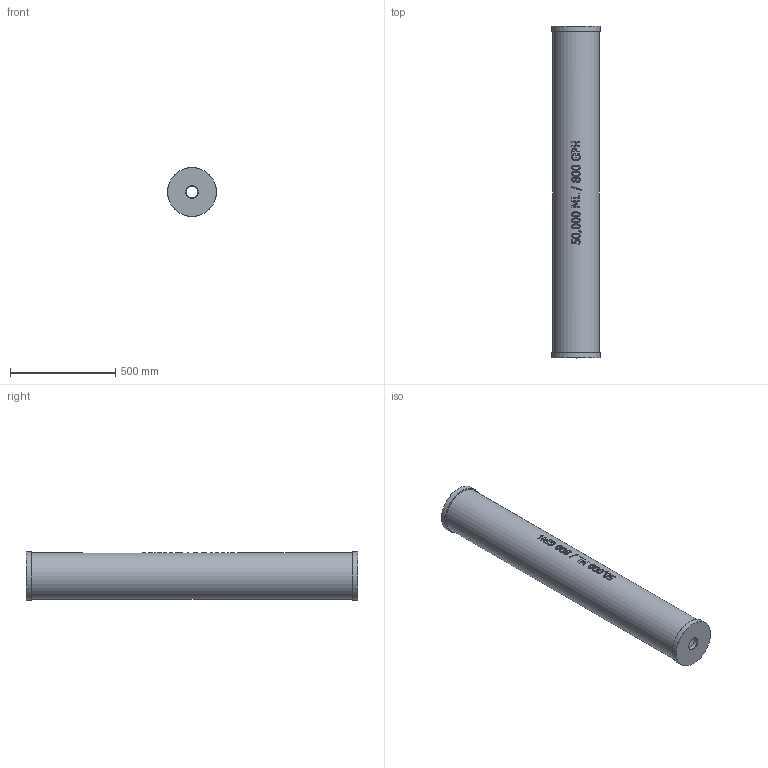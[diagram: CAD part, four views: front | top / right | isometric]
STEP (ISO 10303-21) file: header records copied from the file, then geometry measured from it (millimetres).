
FILE_DESCRIPTION((''),'2;1');
FILE_NAME('PV#2-50000_R0.stp','2019-02-14T15:23:31',('Engineering'),(''),'Autodesk Inventor 2009','Autodesk Inventor 2009','');
FILE_SCHEMA(('AUTOMOTIVE_DESIGN { 1 0 10303 214 1 1 1 1 }'));
Length unit declared in the file: inch
Products named in the file (1): Part1
Bounding box: 231.78 x 1574.8 x 231.78 mm (x, y, z)
Volume: 6371097.8 mm3; surface area: 2314164.4 mm2
Topology: 1 solids, 1 shells, 243 faces, 617 edges, 408 vertices
Faces by surface type: bspline 134, plane 65, cylinder 32, cone 12
Full cylindrical faces by diameter (mm): 208.717 x2, 209.677 x1, 218.415 x1, 219.817 x2, 231.775 x2
Entity records: 70226 total; most frequent: CARTESIAN_POINT 65377, ORIENTED_EDGE 1194, EDGE_CURVE 597, DIRECTION 554, VERTEX_POINT 408, B_SPLINE_CURVE_WITH_KNOTS 320, EDGE_LOOP 297, FACE_OUTER_BOUND 243
